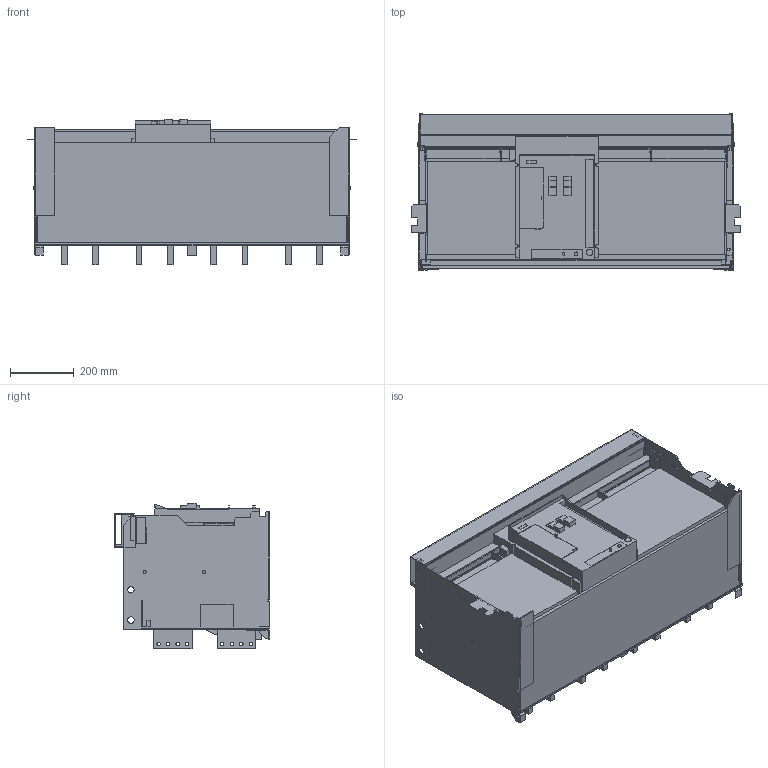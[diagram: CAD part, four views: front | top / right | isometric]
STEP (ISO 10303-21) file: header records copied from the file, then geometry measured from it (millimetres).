
FILE_DESCRIPTION(('CoCreate Modeling STEP Export'),'2;1');
FILE_NAME('AR6V_(650-663)_4P_DO_(1H4385).stp','2015-02-08T16:00:39',(''),(''),'CoCreate Modeling STEP processor for AP214 (Solid Model)','CoCreate Modeling 17.0 01-Apr-2010 (C) Parametric Technology GmbH','');
FILE_SCHEMA(('AUTOMOTIVE_DESIGN { 1 0 10303 214 1 1 1 1 }'));
Length unit declared in the file: millimetre
Products named in the file (37): p6.3; p6.2; p6.1; p1.4; 2.1.1.1.1; 樹脂.1.1; 樹脂; 3; p1.3; p3; p1.2; p1.1; p8; p7; p5; p1; 2.4; 端子; p6; ガラス; p2; p2.1; p3.1; 4; 4.1; 4.2; p4.1.1; p4.1; 9; 2.1.1; p9; 2.1; 樹脂.1; p9.1; 1; 樹脂.1.2; AR6V_(650-663)_4P_DO_(1H4385)
Assembly tree (51 placements, depth 3):
  AR6V_(650-663)_4P_DO_(1H4385)
    樹脂.1.2
    1
    p9.1
    樹脂.1
    2.1
    p9
    2.1.1
    9
    p4.1
    p4.1.1
    4.2
    4.1
    4
    p3.1
    p2.1
    p2
    ガラス
    p6
    端子
      2.4  x16
    p1
    p5
    p7
    p8
    p1.1
    p1.2
    p3
    p1.3
    3
    樹脂
    樹脂.1.1
    2.1.1.1.1
    p1.4
    p6.1
    p6.2
    p6.3
Bounding box: 1034 x 490 x 457 mm (x, y, z)
Volume: 99084782.3 mm3; surface area: 6897673.4 mm2
Topology: 50 solids, 50 shells, 970 faces, 2547 edges, 1690 vertices
Faces by surface type: plane 744, cylinder 226
Entity records: 23860 total; most frequent: ORIENTED_EDGE 4014, CARTESIAN_POINT 4013, DIRECTION 3588, EDGE_CURVE 2007, VECTOR 1762, LINE 1762, VERTEX_POINT 1330, AXIS2_PLACEMENT_3D 913
